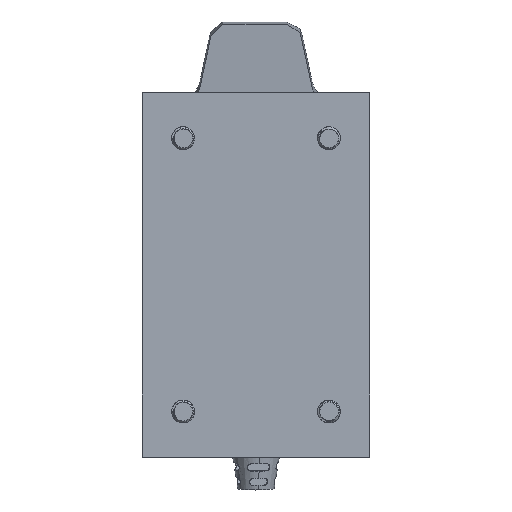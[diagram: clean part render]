
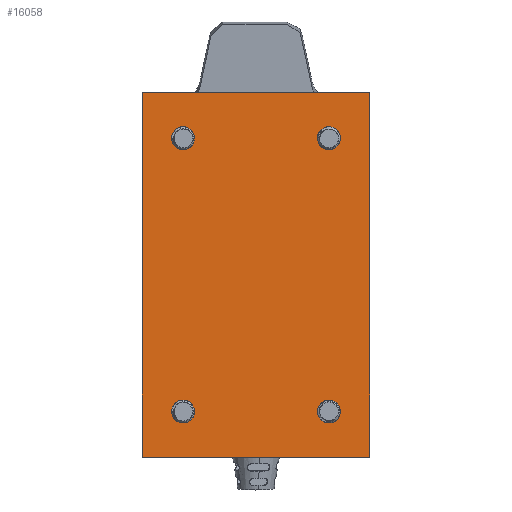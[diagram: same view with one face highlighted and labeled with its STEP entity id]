
A CAD part, front view. The second image highlights one B-rep face of the part: STEP entity #16058.
In plain terms, the highlighted planar face has unit normal (0, -1, 0).
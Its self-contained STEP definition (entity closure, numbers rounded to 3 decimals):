
#297 = FACE_OUTER_BOUND ( 'NONE', #13493, .T. ) ;
#741 = VERTEX_POINT ( 'NONE', #25814 ) ;
#1209 = DIRECTION ( 'NONE',  ( -1., 0., 0. ) ) ;
#1330 = DIRECTION ( 'NONE',  ( -1., 0., 0. ) ) ;
#1841 = CARTESIAN_POINT ( 'NONE',  ( 29.712, -16.413, -30.167 ) ) ;
#1936 = EDGE_CURVE ( 'NONE', #29659, #39823, #30247, .T. ) ;
#2047 = ORIENTED_EDGE ( 'NONE', *, *, #6051, .T. ) ;
#2938 = EDGE_CURVE ( 'NONE', #17563, #38991, #43067, .T. ) ;
#3963 = ORIENTED_EDGE ( 'NONE', *, *, #37808, .T. ) ;
#4717 = ORIENTED_EDGE ( 'NONE', *, *, #41303, .F. ) ;
#4742 = AXIS2_PLACEMENT_3D ( 'NONE', #41071, #20428, #44570 ) ;
#4783 = VERTEX_POINT ( 'NONE', #23073 ) ;
#5071 = CIRCLE ( 'NONE', #6300, 1.25 ) ;
#5881 = EDGE_CURVE ( 'NONE', #39823, #29659, #27728, .T. ) ;
#6025 = CIRCLE ( 'NONE', #12319, 1.25 ) ;
#6051 = EDGE_CURVE ( 'NONE', #4783, #741, #5071, .T. ) ;
#6300 = AXIS2_PLACEMENT_3D ( 'NONE', #15803, #39904, #19254 ) ;
#6555 = DIRECTION ( 'NONE',  ( 0., 0., 1. ) ) ;
#7452 = VECTOR ( 'NONE', #40054, 1000. ) ;
#8493 = CIRCLE ( 'NONE', #12585, 1.25 ) ;
#9110 = LINE ( 'NONE', #23770, #43648 ) ;
#9165 = DIRECTION ( 'NONE',  ( 0., 1., 0. ) ) ;
#9522 = FACE_BOUND ( 'NONE', #40846, .T. ) ;
#10013 = CARTESIAN_POINT ( 'NONE',  ( 28.462, -16.413, -60.167 ) ) ;
#10152 = CIRCLE ( 'NONE', #41485, 1.25 ) ;
#11089 = CARTESIAN_POINT ( 'NONE',  ( 12.462, -16.413, -30.167 ) ) ;
#11580 = VERTEX_POINT ( 'NONE', #13002 ) ;
#11596 = CARTESIAN_POINT ( 'NONE',  ( 7.962, -16.413, -65.167 ) ) ;
#11695 = ORIENTED_EDGE ( 'NONE', *, *, #29406, .T. ) ;
#12289 = VERTEX_POINT ( 'NONE', #16480 ) ;
#12319 = AXIS2_PLACEMENT_3D ( 'NONE', #29791, #9165, #33279 ) ;
#12585 = AXIS2_PLACEMENT_3D ( 'NONE', #42669, #22015, #1330 ) ;
#13002 = CARTESIAN_POINT ( 'NONE',  ( 13.712, -16.413, -30.167 ) ) ;
#13243 = ORIENTED_EDGE ( 'NONE', *, *, #1936, .T. ) ;
#13328 = LINE ( 'NONE', #38564, #30545 ) ;
#13418 = EDGE_CURVE ( 'NONE', #37209, #17563, #21127, .T. ) ;
#13493 = EDGE_LOOP ( 'NONE', ( #27206, #4717, #43870, #30620 ) ) ;
#13502 = DIRECTION ( 'NONE',  ( 1., 0., 0. ) ) ;
#14553 = DIRECTION ( 'NONE',  ( 1., 0., 0. ) ) ;
#14799 = CARTESIAN_POINT ( 'NONE',  ( 28.462, -16.413, -30.167 ) ) ;
#15244 = CARTESIAN_POINT ( 'NONE',  ( 32.962, -16.413, -65.167 ) ) ;
#15358 = CARTESIAN_POINT ( 'NONE',  ( 28.462, -16.413, -30.167 ) ) ;
#15485 = EDGE_LOOP ( 'NONE', ( #11695, #3963 ) ) ;
#15803 = CARTESIAN_POINT ( 'NONE',  ( 28.462, -16.413, -60.167 ) ) ;
#16058 = ADVANCED_FACE ( 'NONE', ( #297, #26769, #9522, #17603, #35922 ), #25225, .F. ) ;
#16308 = AXIS2_PLACEMENT_3D ( 'NONE', #42547, #21889, #1209 ) ;
#16480 = CARTESIAN_POINT ( 'NONE',  ( 11.212, -16.413, -60.167 ) ) ;
#17563 = VERTEX_POINT ( 'NONE', #15244 ) ;
#17603 = FACE_BOUND ( 'NONE', #19797, .T. ) ;
#18253 = DIRECTION ( 'NONE',  ( -1., 0., 0. ) ) ;
#18813 = DIRECTION ( 'NONE',  ( -1., 0., 0. ) ) ;
#19254 = DIRECTION ( 'NONE',  ( 1., 0., 0. ) ) ;
#19303 = DIRECTION ( 'NONE',  ( 0., 0., -1. ) ) ;
#19411 = CARTESIAN_POINT ( 'NONE',  ( 32.962, -16.413, -65.167 ) ) ;
#19797 = EDGE_LOOP ( 'NONE', ( #39838, #30024 ) ) ;
#20428 = DIRECTION ( 'NONE',  ( 0., 1., 0. ) ) ;
#21051 = CARTESIAN_POINT ( 'NONE',  ( 13.712, -16.413, -60.167 ) ) ;
#21127 = LINE ( 'NONE', #40103, #38370 ) ;
#21457 = EDGE_LOOP ( 'NONE', ( #30699, #13243 ) ) ;
#21627 = EDGE_CURVE ( 'NONE', #741, #4783, #10152, .T. ) ;
#21652 = CIRCLE ( 'NONE', #39858, 1.25 ) ;
#21889 = DIRECTION ( 'NONE',  ( 0., 1., 0. ) ) ;
#22015 = DIRECTION ( 'NONE',  ( 0., 1., 0. ) ) ;
#22238 = EDGE_CURVE ( 'NONE', #44768, #37209, #13328, .T. ) ;
#22578 = CARTESIAN_POINT ( 'NONE',  ( 7.962, -16.413, -25.167 ) ) ;
#23073 = CARTESIAN_POINT ( 'NONE',  ( 29.712, -16.413, -60.167 ) ) ;
#23770 = CARTESIAN_POINT ( 'NONE',  ( 7.962, -16.413, -65.167 ) ) ;
#24055 = EDGE_CURVE ( 'NONE', #11580, #36514, #21652, .T. ) ;
#25225 = PLANE ( 'NONE',  #16308 ) ;
#25814 = CARTESIAN_POINT ( 'NONE',  ( 27.212, -16.413, -60.167 ) ) ;
#26377 = CIRCLE ( 'NONE', #4742, 1.25 ) ;
#26769 = FACE_BOUND ( 'NONE', #21457, .T. ) ;
#26907 = VERTEX_POINT ( 'NONE', #21051 ) ;
#27206 = ORIENTED_EDGE ( 'NONE', *, *, #22238, .F. ) ;
#27728 = CIRCLE ( 'NONE', #30256, 1.25 ) ;
#29204 = ORIENTED_EDGE ( 'NONE', *, *, #21627, .T. ) ;
#29406 = EDGE_CURVE ( 'NONE', #26907, #12289, #8493, .T. ) ;
#29659 = VERTEX_POINT ( 'NONE', #37133 ) ;
#29791 = CARTESIAN_POINT ( 'NONE',  ( 12.462, -16.413, -60.167 ) ) ;
#30024 = ORIENTED_EDGE ( 'NONE', *, *, #41308, .T. ) ;
#30247 = CIRCLE ( 'NONE', #34089, 1.25 ) ;
#30256 = AXIS2_PLACEMENT_3D ( 'NONE', #15358, #39453, #18813 ) ;
#30482 = CARTESIAN_POINT ( 'NONE',  ( 32.962, -16.413, -25.167 ) ) ;
#30545 = VECTOR ( 'NONE', #42055, 1000. ) ;
#30620 = ORIENTED_EDGE ( 'NONE', *, *, #13418, .F. ) ;
#30699 = ORIENTED_EDGE ( 'NONE', *, *, #5881, .T. ) ;
#33279 = DIRECTION ( 'NONE',  ( -1., 0., 0. ) ) ;
#34089 = AXIS2_PLACEMENT_3D ( 'NONE', #14799, #38881, #18253 ) ;
#34108 = DIRECTION ( 'NONE',  ( 0., 1., 0. ) ) ;
#35160 = DIRECTION ( 'NONE',  ( 0., 1., 0. ) ) ;
#35922 = FACE_BOUND ( 'NONE', #15485, .T. ) ;
#36514 = VERTEX_POINT ( 'NONE', #44302 ) ;
#37133 = CARTESIAN_POINT ( 'NONE',  ( 27.212, -16.413, -30.167 ) ) ;
#37209 = VERTEX_POINT ( 'NONE', #30482 ) ;
#37808 = EDGE_CURVE ( 'NONE', #12289, #26907, #6025, .T. ) ;
#38370 = VECTOR ( 'NONE', #19303, 1000. ) ;
#38564 = CARTESIAN_POINT ( 'NONE',  ( 32.962, -16.413, -25.167 ) ) ;
#38881 = DIRECTION ( 'NONE',  ( 0., 1., 0. ) ) ;
#38991 = VERTEX_POINT ( 'NONE', #11596 ) ;
#39453 = DIRECTION ( 'NONE',  ( 0., 1., 0. ) ) ;
#39823 = VERTEX_POINT ( 'NONE', #1841 ) ;
#39838 = ORIENTED_EDGE ( 'NONE', *, *, #24055, .T. ) ;
#39858 = AXIS2_PLACEMENT_3D ( 'NONE', #11089, #35160, #14553 ) ;
#39904 = DIRECTION ( 'NONE',  ( 0., 1., 0. ) ) ;
#40054 = DIRECTION ( 'NONE',  ( -1., 0., 0. ) ) ;
#40103 = CARTESIAN_POINT ( 'NONE',  ( 32.962, -16.413, -65.167 ) ) ;
#40846 = EDGE_LOOP ( 'NONE', ( #2047, #29204 ) ) ;
#41071 = CARTESIAN_POINT ( 'NONE',  ( 12.462, -16.413, -30.167 ) ) ;
#41303 = EDGE_CURVE ( 'NONE', #38991, #44768, #9110, .T. ) ;
#41308 = EDGE_CURVE ( 'NONE', #36514, #11580, #26377, .T. ) ;
#41485 = AXIS2_PLACEMENT_3D ( 'NONE', #10013, #34108, #13502 ) ;
#42055 = DIRECTION ( 'NONE',  ( 1., 0., 0. ) ) ;
#42547 = CARTESIAN_POINT ( 'NONE',  ( 20.462, -16.413, -45.167 ) ) ;
#42669 = CARTESIAN_POINT ( 'NONE',  ( 12.462, -16.413, -60.167 ) ) ;
#43067 = LINE ( 'NONE', #19411, #7452 ) ;
#43648 = VECTOR ( 'NONE', #6555, 1000. ) ;
#43870 = ORIENTED_EDGE ( 'NONE', *, *, #2938, .F. ) ;
#44302 = CARTESIAN_POINT ( 'NONE',  ( 11.212, -16.413, -30.167 ) ) ;
#44570 = DIRECTION ( 'NONE',  ( 1., 0., 0. ) ) ;
#44768 = VERTEX_POINT ( 'NONE', #22578 ) ;
